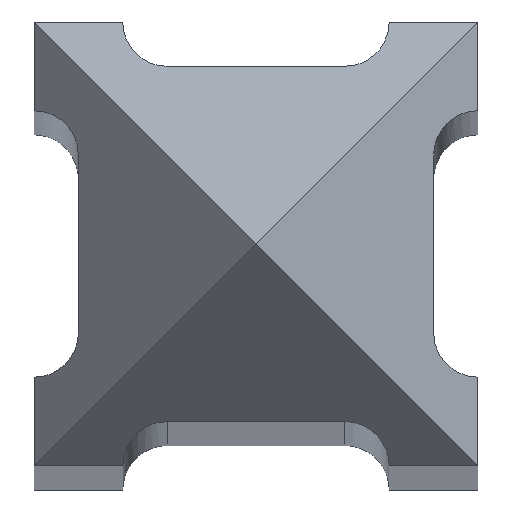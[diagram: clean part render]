
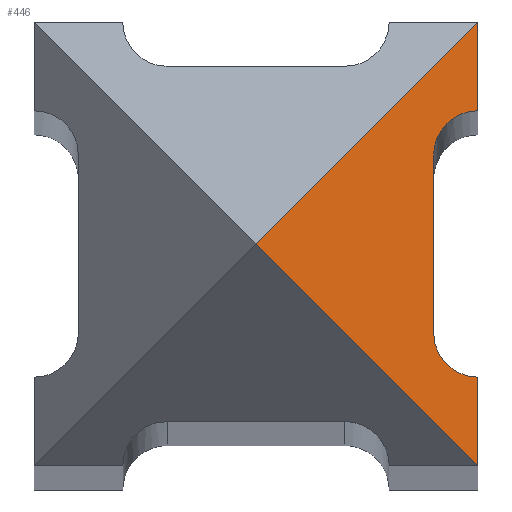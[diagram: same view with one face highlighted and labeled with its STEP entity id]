
A CAD part, top view. The second image highlights one B-rep face of the part: STEP entity #446.
In plain terms, the highlighted planar face has unit normal (0.707, 0, 0.707).
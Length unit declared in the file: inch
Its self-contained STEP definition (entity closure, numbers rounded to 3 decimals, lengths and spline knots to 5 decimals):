
#20=PLANE('',#497);
#43=FACE_OUTER_BOUND('',#68,.T.);
#68=EDGE_LOOP('',(#346,#347,#348,#349,#350,#351,#352));
#93=ELLIPSE('',#484,0.28284,0.2);
#95=ELLIPSE('',#491,0.28284,0.2);
#120=LINE('',#723,#168);
#125=LINE('',#731,#173);
#126=LINE('',#733,#174);
#127=LINE('',#734,#175);
#128=LINE('',#735,#176);
#168=VECTOR('',#583,0.3937);
#173=VECTOR('',#590,0.3937);
#174=VECTOR('',#593,0.3937);
#175=VECTOR('',#594,0.3937);
#176=VECTOR('',#595,0.3937);
#206=VERTEX_POINT('',#676);
#208=VERTEX_POINT('',#679);
#214=VERTEX_POINT('',#694);
#217=VERTEX_POINT('',#699);
#223=VERTEX_POINT('',#717);
#224=VERTEX_POINT('',#722);
#226=VERTEX_POINT('',#729);
#248=EDGE_CURVE('',#208,#206,#93,.T.);
#258=EDGE_CURVE('',#214,#217,#95,.T.);
#269=EDGE_CURVE('',#223,#224,#120,.T.);
#274=EDGE_CURVE('',#217,#226,#125,.T.);
#275=EDGE_CURVE('',#206,#214,#126,.T.);
#276=EDGE_CURVE('',#226,#224,#127,.T.);
#277=EDGE_CURVE('',#223,#208,#128,.T.);
#346=ORIENTED_EDGE('',*,*,#248,.T.);
#347=ORIENTED_EDGE('',*,*,#275,.T.);
#348=ORIENTED_EDGE('',*,*,#258,.T.);
#349=ORIENTED_EDGE('',*,*,#274,.T.);
#350=ORIENTED_EDGE('',*,*,#276,.T.);
#351=ORIENTED_EDGE('',*,*,#269,.F.);
#352=ORIENTED_EDGE('',*,*,#277,.T.);
#446=ADVANCED_FACE('',(#43),#20,.T.);
#484=AXIS2_PLACEMENT_3D('',#680,#544,#545);
#491=AXIS2_PLACEMENT_3D('',#701,#563,#564);
#497=AXIS2_PLACEMENT_3D('',#732,#591,#592);
#544=DIRECTION('center_axis',(-0.707,0.,-0.707));
#545=DIRECTION('ref_axis',(0.707,0.,-0.707));
#563=DIRECTION('center_axis',(-0.707,0.,-0.707));
#564=DIRECTION('ref_axis',(0.707,0.,-0.707));
#583=DIRECTION('',(-0.577,0.577,0.577));
#590=DIRECTION('',(0.,1.,0.));
#591=DIRECTION('center_axis',(0.707,0.,0.707));
#592=DIRECTION('ref_axis',(0.707,0.,-0.707));
#593=DIRECTION('',(0.,1.,0.));
#594=DIRECTION('',(-0.577,-0.577,0.577));
#595=DIRECTION('',(0.,1.,0.));
#676=CARTESIAN_POINT('',(0.8,-0.4,0.2));
#679=CARTESIAN_POINT('',(1.,-0.6,0.));
#680=CARTESIAN_POINT('Origin',(1.,-0.4,0.));
#694=CARTESIAN_POINT('',(0.8,0.4,0.2));
#699=CARTESIAN_POINT('',(1.,0.6,0.));
#701=CARTESIAN_POINT('Origin',(1.,0.4,0.));
#717=CARTESIAN_POINT('',(1.,-1.,0.));
#722=CARTESIAN_POINT('',(0.,0.,1.));
#723=CARTESIAN_POINT('',(1.,-1.,0.));
#729=CARTESIAN_POINT('',(1.,1.,0.));
#731=CARTESIAN_POINT('',(1.,-1.,0.));
#732=CARTESIAN_POINT('Origin',(1.,-1.,0.));
#733=CARTESIAN_POINT('',(0.8,-0.7,0.2));
#734=CARTESIAN_POINT('',(1.,1.,0.));
#735=CARTESIAN_POINT('',(1.,-1.,0.));
